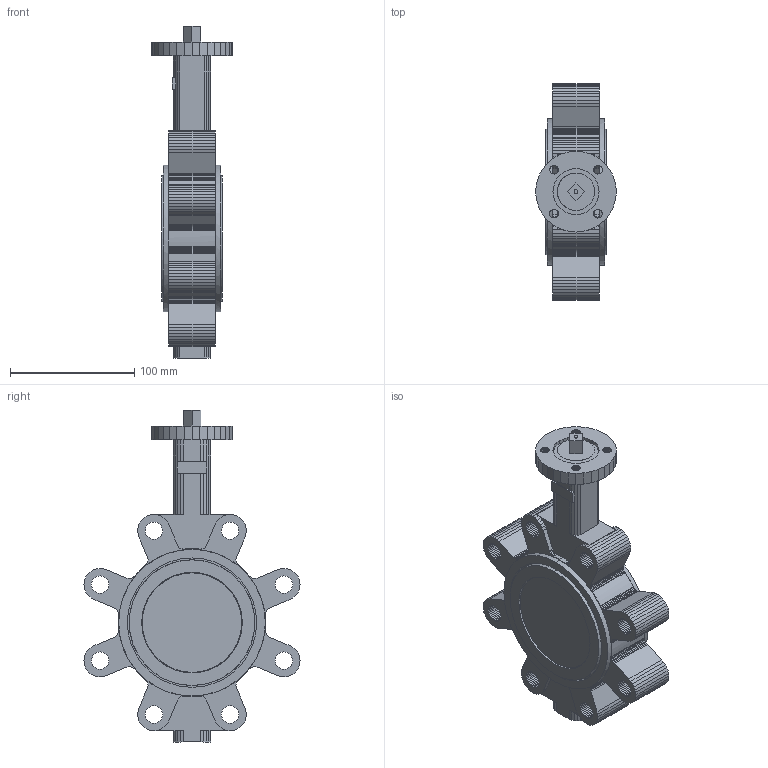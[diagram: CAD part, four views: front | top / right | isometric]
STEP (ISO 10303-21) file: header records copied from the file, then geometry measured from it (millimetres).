
FILE_DESCRIPTION(('CATIA V5 STEP Exchange','CAx-IF Rec.Pracs.--- Model Styling and Organization---1.4--- 2014-01-23','CAx-IF Rec.Pracs.---3D Tessellated Data Validation Properties---0.5---2014-09-14'),'2;1');
FILE_NAME('STEP_639080_-_TST.stp','2021-02-22T16:50:01+00:00',('none'),('none'),'CATIA Version 5-6 Release 2019 SP3','CATIA V5 STEP AP242 v1','none');
FILE_SCHEMA(('AP242_MANAGED_MODEL_BASED_3D_ENGINEERING_MIM_LF {1 0 10303 442 1 1 4}'));
Length unit declared in the file: millimetre
Products named in the file (1): 639080 - TST
Bounding box: 65 x 173.82 x 267 mm (x, y, z)
Volume: 688595.8 mm3; surface area: 136942.4 mm2
Topology: 3 solids, 3 shells, 910 faces, 2674 edges, 1784 vertices
Faces by surface type: plane 856, cylinder 48, cone 6
Entity records: 29544 total; most frequent: CARTESIAN_POINT 5832, ORIENTED_EDGE 5348, DIRECTION 4196, EDGE_CURVE 2674, VECTOR 2534, LINE 2534, VERTEX_POINT 1784, EDGE_LOOP 948
